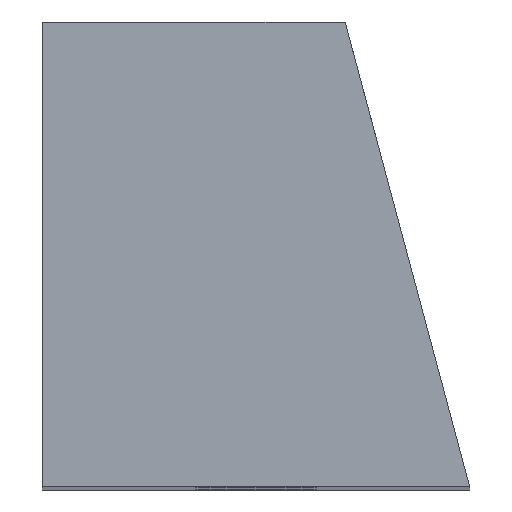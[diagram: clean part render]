
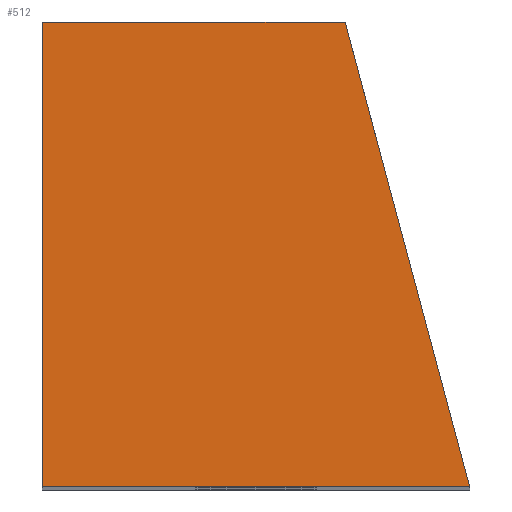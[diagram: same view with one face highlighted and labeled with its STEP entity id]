
A CAD part, top view. The second image highlights one B-rep face of the part: STEP entity #512.
In plain terms, the highlighted planar face has unit normal (0, 0, 1).
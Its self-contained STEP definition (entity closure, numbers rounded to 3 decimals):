
#253 = VERTEX_POINT('',#254);
#254 = CARTESIAN_POINT('',(0.,0.,40.));
#260 = EDGE_CURVE('',#253,#261,#263,.T.);
#261 = VERTEX_POINT('',#262);
#262 = CARTESIAN_POINT('',(0.,17.387,40.));
#263 = LINE('',#264,#265);
#264 = CARTESIAN_POINT('',(0.,0.,40.));
#265 = VECTOR('',#266,1.);
#266 = DIRECTION('',(0.,1.,0.));
#494 = EDGE_CURVE('',#261,#495,#497,.T.);
#495 = VERTEX_POINT('',#496);
#496 = CARTESIAN_POINT('',(11.341,17.387,40.));
#497 = LINE('',#498,#499);
#498 = CARTESIAN_POINT('',(0.,17.387,40.));
#499 = VECTOR('',#500,1.);
#500 = DIRECTION('',(1.,0.,0.));
#512 = ADVANCED_FACE('',(#513),#531,.T.);
#513 = FACE_BOUND('',#514,.F.);
#514 = EDGE_LOOP('',(#515,#516,#517,#525));
#515 = ORIENTED_EDGE('',*,*,#260,.T.);
#516 = ORIENTED_EDGE('',*,*,#494,.T.);
#517 = ORIENTED_EDGE('',*,*,#518,.T.);
#518 = EDGE_CURVE('',#495,#519,#521,.T.);
#519 = VERTEX_POINT('',#520);
#520 = CARTESIAN_POINT('',(16.,0.,40.));
#521 = LINE('',#522,#523);
#522 = CARTESIAN_POINT('',(11.341,17.387,40.));
#523 = VECTOR('',#524,1.);
#524 = DIRECTION('',(0.259,-0.966,0.));
#525 = ORIENTED_EDGE('',*,*,#526,.T.);
#526 = EDGE_CURVE('',#519,#253,#527,.T.);
#527 = LINE('',#528,#529);
#528 = CARTESIAN_POINT('',(16.,0.,40.));
#529 = VECTOR('',#530,1.);
#530 = DIRECTION('',(-1.,0.,0.));
#531 = PLANE('',#532);
#532 = AXIS2_PLACEMENT_3D('',#533,#534,#535);
#533 = CARTESIAN_POINT('',(6.989,8.048,40.));
#534 = DIRECTION('',(0.,0.,1.));
#535 = DIRECTION('',(1.,0.,0.));
